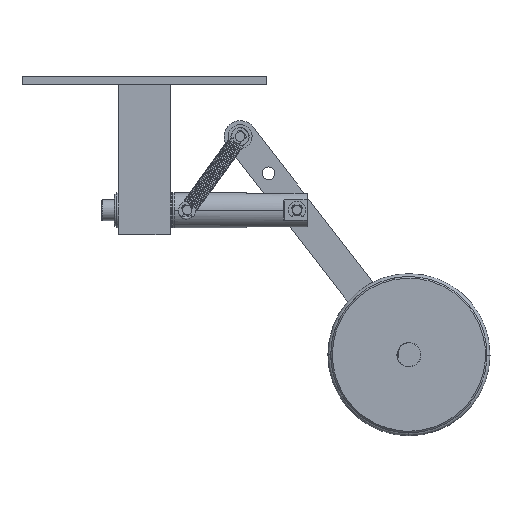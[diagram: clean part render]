
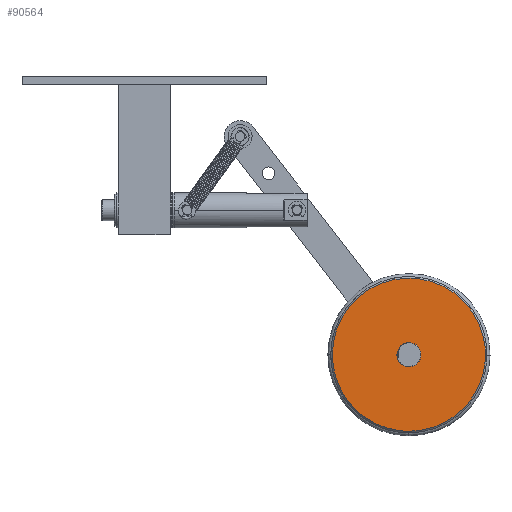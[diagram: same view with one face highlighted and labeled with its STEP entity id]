
A CAD part, left-side view. The second image highlights one B-rep face of the part: STEP entity #90564.
In plain terms, the highlighted planar face has unit normal (-1, 0, 0).
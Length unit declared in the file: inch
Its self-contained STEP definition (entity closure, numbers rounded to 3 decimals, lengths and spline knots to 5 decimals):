
#868 = DIRECTION ( 'NONE',  ( 1., 0., 0. ) ) ;
#1267 = CARTESIAN_POINT ( 'NONE',  ( -1.77165, -6.28213, -8.4932 ) ) ;
#1614 = FACE_OUTER_BOUND ( 'NONE', #89101, .T. ) ;
#1653 = DIRECTION ( 'NONE',  ( 1., 0., 0. ) ) ;
#3229 = EDGE_CURVE ( 'NONE', #57921, #78649, #12081, .T. ) ;
#4148 = CIRCLE ( 'NONE', #36382, 1.87992 ) ;
#5992 = EDGE_CURVE ( 'NONE', #101498, #8192, #69954, .T. ) ;
#8192 = VERTEX_POINT ( 'NONE', #27615 ) ;
#11927 = AXIS2_PLACEMENT_3D ( 'NONE', #83463, #17306, #67195 ) ;
#12081 = CIRCLE ( 'NONE', #106995, 1.87992 ) ;
#14399 = DIRECTION ( 'NONE',  ( -1., 0., 0. ) ) ;
#15503 = CARTESIAN_POINT ( 'NONE',  ( -1.77165, -6.51124, -6.62729 ) ) ;
#17306 = DIRECTION ( 'NONE',  ( -1., 0., 0. ) ) ;
#17831 = DIRECTION ( 'NONE',  ( 0., 0., -1. ) ) ;
#18923 = FACE_BOUND ( 'NONE', #19182, .T. ) ;
#19182 = EDGE_LOOP ( 'NONE', ( #54857, #91078, #76947 ) ) ;
#20084 = CARTESIAN_POINT ( 'NONE',  ( -1.77165, -6.51124, -6.62729 ) ) ;
#25862 = CARTESIAN_POINT ( 'NONE',  ( -1.77165, -6.47525, -6.92037 ) ) ;
#27615 = CARTESIAN_POINT ( 'NONE',  ( -1.77165, -6.51124, -6.92257 ) ) ;
#30370 = CARTESIAN_POINT ( 'NONE',  ( -1.77165, -6.51124, -6.62729 ) ) ;
#31774 = EDGE_CURVE ( 'NONE', #78649, #76042, #4148, .T. ) ;
#34122 = PLANE ( 'NONE',  #96766 ) ;
#34687 = DIRECTION ( 'NONE',  ( 1., 0., 0. ) ) ;
#35800 = CARTESIAN_POINT ( 'NONE',  ( -1.77165, -6.51124, -6.62729 ) ) ;
#36382 = AXIS2_PLACEMENT_3D ( 'NONE', #20084, #1653, #69437 ) ;
#40735 = CARTESIAN_POINT ( 'NONE',  ( -1.77165, -6.51124, -8.50721 ) ) ;
#44959 = AXIS2_PLACEMENT_3D ( 'NONE', #15503, #14399, #100698 ) ;
#46109 = DIRECTION ( 'NONE',  ( 0., 1., 0. ) ) ;
#49557 = CIRCLE ( 'NONE', #11927, 0.29528 ) ;
#50617 = CIRCLE ( 'NONE', #70279, 1.87992 ) ;
#51145 = CIRCLE ( 'NONE', #110271, 1.87992 ) ;
#51294 = CARTESIAN_POINT ( 'NONE',  ( -1.77165, -6.51124, -6.62729 ) ) ;
#51472 = CARTESIAN_POINT ( 'NONE',  ( -1.77165, -6.74034, -4.76138 ) ) ;
#52160 = CIRCLE ( 'NONE', #44959, 0.29528 ) ;
#54857 = ORIENTED_EDGE ( 'NONE', *, *, #91048, .F. ) ;
#57426 = DIRECTION ( 'NONE',  ( 0., 0., -1. ) ) ;
#57921 = VERTEX_POINT ( 'NONE', #1267 ) ;
#62646 = ORIENTED_EDGE ( 'NONE', *, *, #66091, .F. ) ;
#63024 = VERTEX_POINT ( 'NONE', #40735 ) ;
#63880 = CARTESIAN_POINT ( 'NONE',  ( -1.77165, -4.63132, -6.62729 ) ) ;
#64816 = ORIENTED_EDGE ( 'NONE', *, *, #3229, .F. ) ;
#66091 = EDGE_CURVE ( 'NONE', #76042, #63024, #51145, .T. ) ;
#67195 = DIRECTION ( 'NONE',  ( 0., 0., -1. ) ) ;
#68543 = VERTEX_POINT ( 'NONE', #110549 ) ;
#69437 = DIRECTION ( 'NONE',  ( 0., 1., 0. ) ) ;
#69954 = CIRCLE ( 'NONE', #73452, 0.29528 ) ;
#70279 = AXIS2_PLACEMENT_3D ( 'NONE', #92616, #83094, #91494 ) ;
#73118 = CARTESIAN_POINT ( 'NONE',  ( -1.77165, -6.51124, -6.62729 ) ) ;
#73452 = AXIS2_PLACEMENT_3D ( 'NONE', #73118, #107341, #57426 ) ;
#76042 = VERTEX_POINT ( 'NONE', #51472 ) ;
#76947 = ORIENTED_EDGE ( 'NONE', *, *, #5992, .F. ) ;
#77059 = DIRECTION ( 'NONE',  ( 0., 0., -1. ) ) ;
#78649 = VERTEX_POINT ( 'NONE', #63880 ) ;
#79842 = ORIENTED_EDGE ( 'NONE', *, *, #94109, .F. ) ;
#80199 = EDGE_CURVE ( 'NONE', #8192, #68543, #49557, .T. ) ;
#83094 = DIRECTION ( 'NONE',  ( 1., 0., 0. ) ) ;
#83463 = CARTESIAN_POINT ( 'NONE',  ( -1.77165, -6.51124, -6.62729 ) ) ;
#89101 = EDGE_LOOP ( 'NONE', ( #62646, #106901, #64816, #79842 ) ) ;
#89752 = DIRECTION ( 'NONE',  ( 1., 0., 0. ) ) ;
#90564 = ADVANCED_FACE ( 'NONE', ( #1614, #18923 ), #34122, .F. ) ;
#91048 = EDGE_CURVE ( 'NONE', #68543, #101498, #52160, .T. ) ;
#91078 = ORIENTED_EDGE ( 'NONE', *, *, #80199, .F. ) ;
#91494 = DIRECTION ( 'NONE',  ( 0., 0., -1. ) ) ;
#92616 = CARTESIAN_POINT ( 'NONE',  ( -1.77165, -6.51124, -6.62729 ) ) ;
#94109 = EDGE_CURVE ( 'NONE', #63024, #57921, #50617, .T. ) ;
#96766 = AXIS2_PLACEMENT_3D ( 'NONE', #35800, #34687, #17831 ) ;
#100698 = DIRECTION ( 'NONE',  ( 0., 0., -1. ) ) ;
#101498 = VERTEX_POINT ( 'NONE', #25862 ) ;
#106901 = ORIENTED_EDGE ( 'NONE', *, *, #31774, .F. ) ;
#106995 = AXIS2_PLACEMENT_3D ( 'NONE', #30370, #89752, #46109 ) ;
#107341 = DIRECTION ( 'NONE',  ( -1., 0., 0. ) ) ;
#110271 = AXIS2_PLACEMENT_3D ( 'NONE', #51294, #868, #77059 ) ;
#110549 = CARTESIAN_POINT ( 'NONE',  ( -1.77165, -6.54722, -6.33422 ) ) ;
